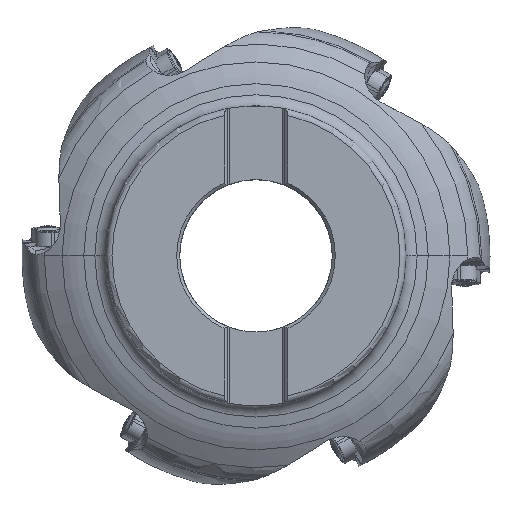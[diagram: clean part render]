
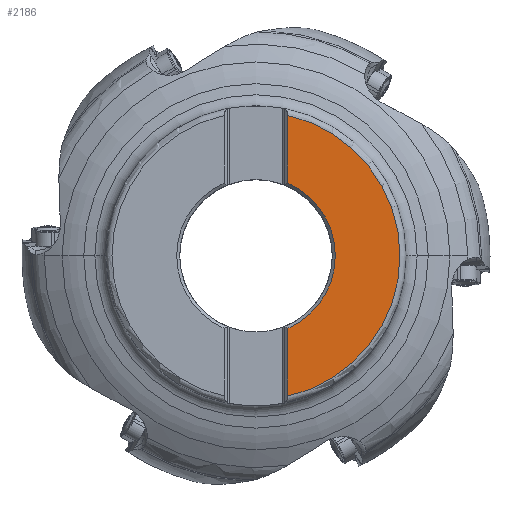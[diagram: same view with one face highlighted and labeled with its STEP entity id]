
A CAD part, top view. The second image highlights one B-rep face of the part: STEP entity #2186.
In plain terms, the highlighted planar face has unit normal (0, 0, 1).
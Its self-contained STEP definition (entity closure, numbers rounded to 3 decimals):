
#1327=PLANE('',#25314);
#2186=ADVANCED_FACE('',(#3616),#1327,.T.);
#3616=FACE_OUTER_BOUND('',#4896,.T.);
#4896=EDGE_LOOP('',(#13474,#13475,#13476,#13477,#13478,#13479));
#6147=CIRCLE('',#25287,48.);
#6148=CIRCLE('',#25288,48.);
#6161=CIRCLE('',#25311,26.435);
#6162=CIRCLE('',#25312,26.435);
#7739=LINE('',#49227,#8993);
#7740=LINE('',#49228,#8994);
#8993=VECTOR('',#30263,1.);
#8994=VECTOR('',#30264,1.);
#13474=ORIENTED_EDGE('',*,*,#20901,.T.);
#13475=ORIENTED_EDGE('',*,*,#20861,.F.);
#13476=ORIENTED_EDGE('',*,*,#20860,.F.);
#13477=ORIENTED_EDGE('',*,*,#20902,.T.);
#13478=ORIENTED_EDGE('',*,*,#20900,.F.);
#13479=ORIENTED_EDGE('',*,*,#20899,.F.);
#17905=VERTEX_POINT('',#49099);
#17906=VERTEX_POINT('',#49101);
#17907=VERTEX_POINT('',#49103);
#17932=VERTEX_POINT('',#49215);
#17933=VERTEX_POINT('',#49222);
#17934=VERTEX_POINT('',#49224);
#20860=EDGE_CURVE('',#17905,#17906,#6147,.T.);
#20861=EDGE_CURVE('',#17906,#17907,#6148,.T.);
#20899=EDGE_CURVE('',#17933,#17934,#6161,.T.);
#20900=EDGE_CURVE('',#17934,#17932,#6162,.T.);
#20901=EDGE_CURVE('',#17933,#17907,#7739,.T.);
#20902=EDGE_CURVE('',#17905,#17932,#7740,.T.);
#25287=AXIS2_PLACEMENT_3D('',#49100,#30193,#30194);
#25288=AXIS2_PLACEMENT_3D('',#49102,#30195,#30196);
#25311=AXIS2_PLACEMENT_3D('',#49223,#30257,#30258);
#25312=AXIS2_PLACEMENT_3D('',#49225,#30259,#30260);
#25314=AXIS2_PLACEMENT_3D('',#49229,#30265,#30266);
#30193=DIRECTION('',(0.,0.,-1.));
#30194=DIRECTION('',(0.222,0.975,0.));
#30195=DIRECTION('',(0.,0.,-1.));
#30196=DIRECTION('',(1.,0.,0.));
#30257=DIRECTION('',(0.,0.,1.));
#30258=DIRECTION('',(0.403,-0.915,0.));
#30259=DIRECTION('',(0.,0.,1.));
#30260=DIRECTION('',(1.,0.,0.));
#30263=DIRECTION('',(0.,-1.,0.));
#30264=DIRECTION('',(0.,-1.,0.));
#30265=DIRECTION('',(0.,0.,1.));
#30266=DIRECTION('',(1.,0.,0.));
#49099=CARTESIAN_POINT('',(10.65,46.804,0.));
#49100=CARTESIAN_POINT('',(0.,0.,0.));
#49101=CARTESIAN_POINT('',(48.,0.,0.));
#49102=CARTESIAN_POINT('',(0.,0.,0.));
#49103=CARTESIAN_POINT('',(10.65,-46.804,0.));
#49215=CARTESIAN_POINT('',(10.65,24.195,0.));
#49222=CARTESIAN_POINT('',(10.65,-24.195,0.));
#49223=CARTESIAN_POINT('',(0.,0.,0.));
#49224=CARTESIAN_POINT('',(26.435,0.,0.));
#49225=CARTESIAN_POINT('',(0.,0.,0.));
#49227=CARTESIAN_POINT('',(10.65,-24.195,0.));
#49228=CARTESIAN_POINT('',(10.65,46.804,0.));
#49229=CARTESIAN_POINT('',(29.325,0.,0.));
